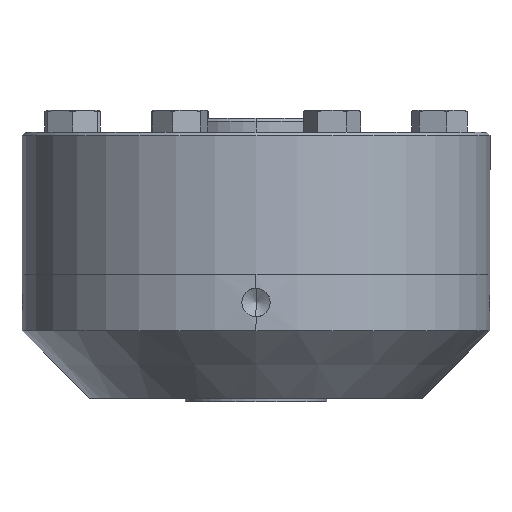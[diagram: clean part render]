
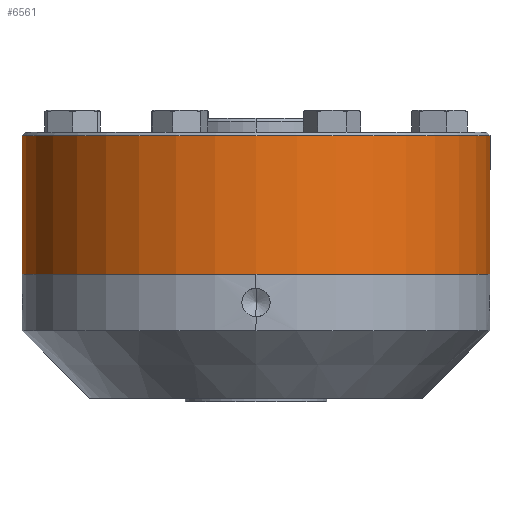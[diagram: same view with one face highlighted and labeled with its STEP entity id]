
A CAD part, left-side view. The second image highlights one B-rep face of the part: STEP entity #6561.
In plain terms, the highlighted cylindrical face has radius 52.375 mm (diameter 104.75 mm), a partial arc.
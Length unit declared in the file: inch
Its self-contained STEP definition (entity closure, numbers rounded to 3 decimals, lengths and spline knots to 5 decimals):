
#848 = CARTESIAN_POINT ( 'NONE',  ( 0., 2.062, -1.25 ) ) ;
#1372 = CARTESIAN_POINT ( 'NONE',  ( 0., 2.062, -0.03 ) ) ;
#1637 = LINE ( 'NONE', #1638, #1639 ) ;
#1638 = CARTESIAN_POINT ( 'NONE',  ( 0., 2.062, -0.03 ) ) ;
#1639 = VECTOR ( 'NONE', #1640, 39.37008 ) ;
#1640 = DIRECTION ( 'NONE',  ( 0., 0., -1. ) ) ;
#2243 = CARTESIAN_POINT ( 'NONE',  ( 0., -2.062, -1.25 ) ) ;
#2285 = CARTESIAN_POINT ( 'NONE',  ( 0., -2.062, -0.03 ) ) ;
#4965 = EDGE_CURVE ( 'NONE', #5484, #5781, #10094, .T. ) ;
#5004 = FACE_OUTER_BOUND ( 'NONE', #7264, .T. ) ;
#5005 = CYLINDRICAL_SURFACE ( 'NONE', #5006, 2.062 ) ;
#5006 = AXIS2_PLACEMENT_3D ( 'NONE', #5007, #5008, #5009 ) ;
#5007 = CARTESIAN_POINT ( 'NONE',  ( 0., 0., -0.03 ) ) ;
#5008 = DIRECTION ( 'NONE',  ( 0., 0., -1. ) ) ;
#5009 = DIRECTION ( 'NONE',  ( 0., 1., 0. ) ) ;
#5484 = VERTEX_POINT ( 'NONE', #848 ) ;
#5608 = VERTEX_POINT ( 'NONE', #1372 ) ;
#5662 = EDGE_CURVE ( 'NONE', #5608, #5484, #1637, .T. ) ;
#5781 = VERTEX_POINT ( 'NONE', #2243 ) ;
#5796 = VERTEX_POINT ( 'NONE', #2285 ) ;
#6561 = ADVANCED_FACE ( 'NONE', ( #5004 ), #5005, .T. ) ;
#6815 = ORIENTED_EDGE ( 'NONE', *, *, #4965, .T. ) ;
#6894 = EDGE_CURVE ( 'NONE', #5796, #5781, #9593, .T. ) ;
#6910 = ORIENTED_EDGE ( 'NONE', *, *, #5662, .T. ) ;
#6998 = EDGE_CURVE ( 'NONE', #5608, #5796, #10104, .T. ) ;
#7060 = ORIENTED_EDGE ( 'NONE', *, *, #6998, .F. ) ;
#7155 = ORIENTED_EDGE ( 'NONE', *, *, #6894, .F. ) ;
#7264 = EDGE_LOOP ( 'NONE', ( #7155, #7060, #6910, #6815 ) ) ;
#9593 = LINE ( 'NONE', #9594, #9595 ) ;
#9594 = CARTESIAN_POINT ( 'NONE',  ( 0., -2.062, -0.03 ) ) ;
#9595 = VECTOR ( 'NONE', #9596, 39.37008 ) ;
#9596 = DIRECTION ( 'NONE',  ( 0., 0., -1. ) ) ;
#10094 = CIRCLE ( 'NONE', #10095, 2.062 ) ;
#10095 = AXIS2_PLACEMENT_3D ( 'NONE', #10096, #10097, #10098 ) ;
#10096 = CARTESIAN_POINT ( 'NONE',  ( 0., 0., -1.25 ) ) ;
#10097 = DIRECTION ( 'NONE',  ( 0., 0., 1. ) ) ;
#10098 = DIRECTION ( 'NONE',  ( 0., 1., 0. ) ) ;
#10104 = CIRCLE ( 'NONE', #10105, 2.062 ) ;
#10105 = AXIS2_PLACEMENT_3D ( 'NONE', #10106, #10107, #10111 ) ;
#10106 = CARTESIAN_POINT ( 'NONE',  ( 0., 0., -0.03 ) ) ;
#10107 = DIRECTION ( 'NONE',  ( 0., 0., 1. ) ) ;
#10111 = DIRECTION ( 'NONE',  ( -1., 0., 0. ) ) ;
